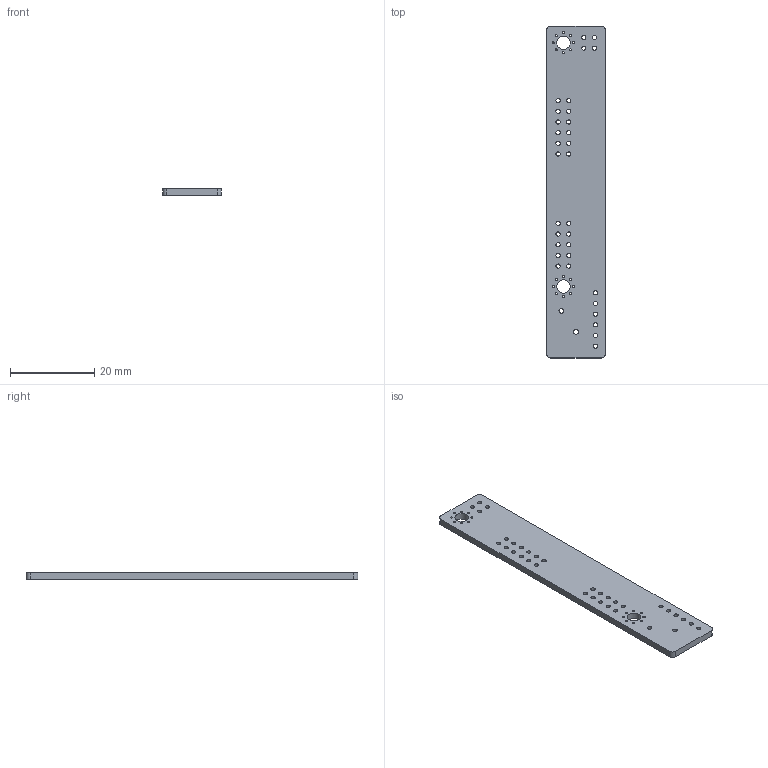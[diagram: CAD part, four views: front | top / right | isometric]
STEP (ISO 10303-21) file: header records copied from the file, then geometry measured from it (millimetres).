
FILE_DESCRIPTION(('KiCad electronic assembly'),'2;1');
FILE_NAME('jetson-nano-ppoe.step','2022-07-14T22:00:13',('Pcbnew'),( 'Kicad'),'Open CASCADE STEP processor 7.6','KiCad to STEP converter' ,'Unknown');
FILE_SCHEMA(('AUTOMOTIVE_DESIGN { 1 0 10303 214 1 1 1 1 }'));
Length unit declared in the file: millimetre
Products named in the file (2): jetson-nano-ppoe 1; jetson-nano-ppoe PCB
Assembly tree (1 placements, depth 2):
  jetson-nano-ppoe 1
    jetson-nano-ppoe PCB
Bounding box: 14 x 79 x 1.6 mm (x, y, z)
Volume: 1694.2 mm3; surface area: 2656.9 mm2
Topology: 1 solids, 1 shells, 62 faces, 180 edges, 120 vertices
Faces by surface type: cylinder 56, plane 6
Full cylindrical faces by diameter (mm): 0.5 x16, 1 x32, 1.1 x2, 3.2 x2
Entity records: 4711 total; most frequent: DIRECTION 780, CARTESIAN_POINT 724, ORIENTED_EDGE 360, PCURVE 360, DEFINITIONAL_REPRESENTATION 360, LINE 316, VECTOR 316, CIRCLE 224
